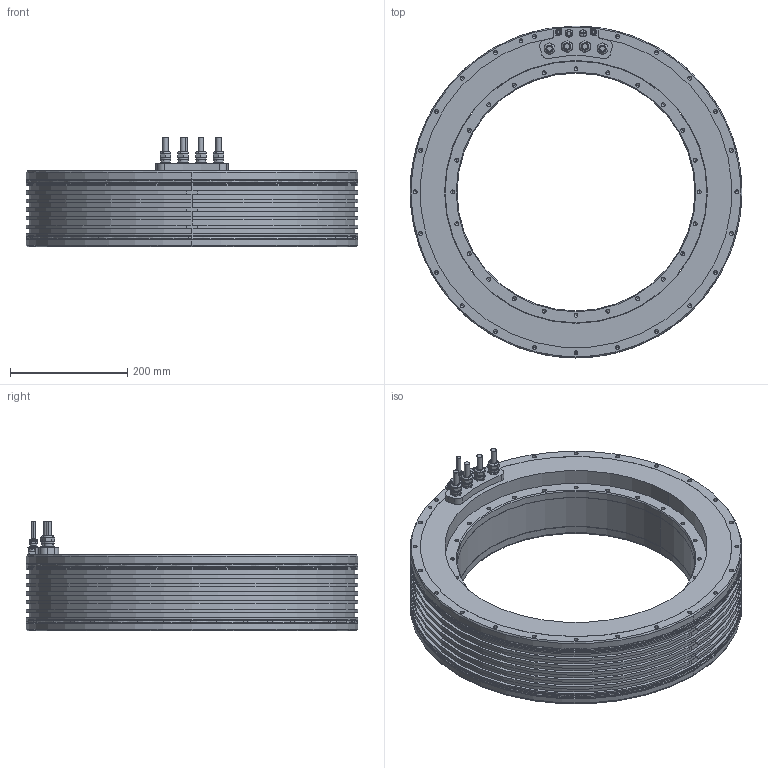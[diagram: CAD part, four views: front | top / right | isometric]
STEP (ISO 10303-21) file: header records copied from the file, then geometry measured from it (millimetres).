
FILE_DESCRIPTION((''),'2;1');
FILE_NAME('1395989-06-D01-02-A','2024-04-10T14:43:01',('ch5533'),(''),'CREO PARAMETRIC BY PTC INC, 2022162','CREO PARAMETRIC BY PTC INC, 2022162','');
FILE_SCHEMA(('AUTOMOTIVE_DESIGN { 1 0 10303 214 1 1 1 1 }'));
Length unit declared in the file: millimetre
Products named in the file (1): 1395989-06-D01-02-A
Bounding box: 565 x 565 x 187 mm (x, y, z)
Volume: 14072240.4 mm3; surface area: 1119363.9 mm2
Topology: 4 solids, 13 shells, 1015 faces, 2433 edges, 1379 vertices
Faces by surface type: cylinder 384, plane 337, cone 244, torus 40, revolution 8, sphere 2
Entity records: 29368 total; most frequent: CARTESIAN_POINT 5353, DIRECTION 5229, ORIENTED_EDGE 4470, EDGE_CURVE 2235, AXIS2_PLACEMENT_3D 2009, VERTEX_POINT 1379, VECTOR 1203, LINE 1203
